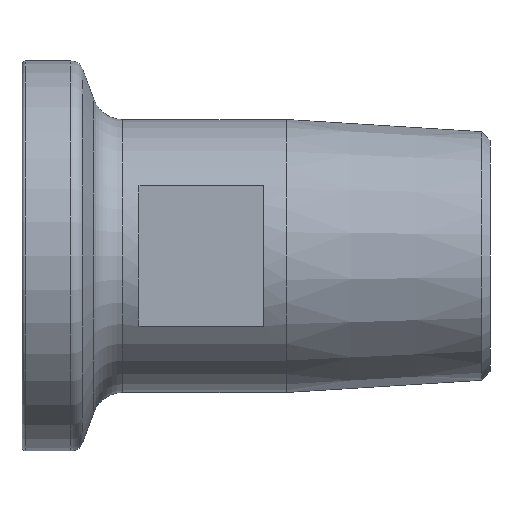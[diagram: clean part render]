
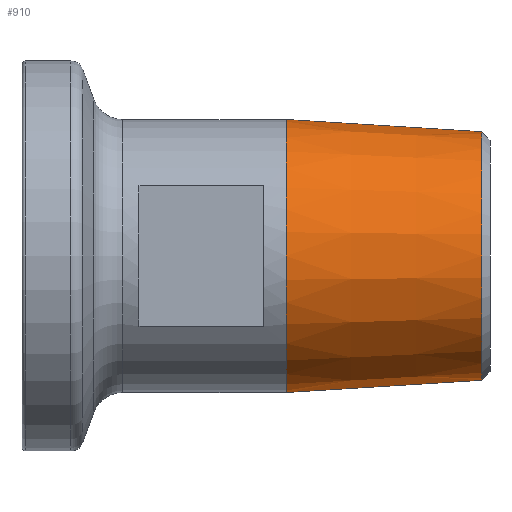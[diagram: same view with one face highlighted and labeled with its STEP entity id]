
A CAD part, front view. The second image highlights one B-rep face of the part: STEP entity #910.
In plain terms, the highlighted conical face has half-angle 3.576 degrees and reference radius 7.933 mm.
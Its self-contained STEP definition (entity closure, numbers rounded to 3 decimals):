
#48 = LINE ( 'NONE', #534, #567 ) ;
#100 = EDGE_CURVE ( 'NONE', #863, #175, #48, .T. ) ;
#102 = ORIENTED_EDGE ( 'NONE', *, *, #100, .T. ) ;
#108 = AXIS2_PLACEMENT_3D ( 'NONE', #830, #813, #265 ) ;
#128 = DIRECTION ( 'NONE',  ( -0.998, 0., 0.062 ) ) ;
#175 = VERTEX_POINT ( 'NONE', #821 ) ;
#218 = ORIENTED_EDGE ( 'NONE', *, *, #857, .T. ) ;
#257 = EDGE_CURVE ( 'NONE', #801, #284, #665, .T. ) ;
#262 = AXIS2_PLACEMENT_3D ( 'NONE', #475, #879, #638 ) ;
#265 = DIRECTION ( 'NONE',  ( 0., 0., 1. ) ) ;
#274 = CARTESIAN_POINT ( 'NONE',  ( 29.467, 0., -7.966 ) ) ;
#284 = VERTEX_POINT ( 'NONE', #658 ) ;
#287 = CARTESIAN_POINT ( 'NONE',  ( 29.467, 0., 0. ) ) ;
#377 = FACE_OUTER_BOUND ( 'NONE', #580, .T. ) ;
#426 = ORIENTED_EDGE ( 'NONE', *, *, #257, .F. ) ;
#475 = CARTESIAN_POINT ( 'NONE',  ( 30., 0., 0. ) ) ;
#534 = CARTESIAN_POINT ( 'NONE',  ( 30., 0., 7.933 ) ) ;
#550 = CIRCLE ( 'NONE', #108, 8.75 ) ;
#567 = VECTOR ( 'NONE', #128, 1000. ) ;
#580 = EDGE_LOOP ( 'NONE', ( #426, #218, #102, #694 ) ) ;
#623 = CARTESIAN_POINT ( 'NONE',  ( 29.467, 0., 7.966 ) ) ;
#638 = DIRECTION ( 'NONE',  ( 0., 0., 1. ) ) ;
#658 = CARTESIAN_POINT ( 'NONE',  ( 16.929, 0., -8.75 ) ) ;
#665 = LINE ( 'NONE', #998, #862 ) ;
#694 = ORIENTED_EDGE ( 'NONE', *, *, #704, .F. ) ;
#704 = EDGE_CURVE ( 'NONE', #284, #175, #550, .T. ) ;
#734 = CONICAL_SURFACE ( 'NONE', #262, 7.933, 0.062 ) ;
#761 = DIRECTION ( 'NONE',  ( -0.998, 0., -0.062 ) ) ;
#801 = VERTEX_POINT ( 'NONE', #274 ) ;
#802 = DIRECTION ( 'NONE',  ( -1., 0., 0. ) ) ;
#813 = DIRECTION ( 'NONE',  ( -1., 0., 0. ) ) ;
#821 = CARTESIAN_POINT ( 'NONE',  ( 16.929, 0., 8.75 ) ) ;
#830 = CARTESIAN_POINT ( 'NONE',  ( 16.929, 0., 0. ) ) ;
#857 = EDGE_CURVE ( 'NONE', #801, #863, #949, .T. ) ;
#862 = VECTOR ( 'NONE', #761, 1000. ) ;
#863 = VERTEX_POINT ( 'NONE', #623 ) ;
#879 = DIRECTION ( 'NONE',  ( -1., 0., 0. ) ) ;
#910 = ADVANCED_FACE ( 'NONE', ( #377 ), #734, .T. ) ;
#934 = AXIS2_PLACEMENT_3D ( 'NONE', #287, #802, #1052 ) ;
#949 = CIRCLE ( 'NONE', #934, 7.966 ) ;
#998 = CARTESIAN_POINT ( 'NONE',  ( 30., 0., -7.933 ) ) ;
#1052 = DIRECTION ( 'NONE',  ( 0., 0., -1. ) ) ;
